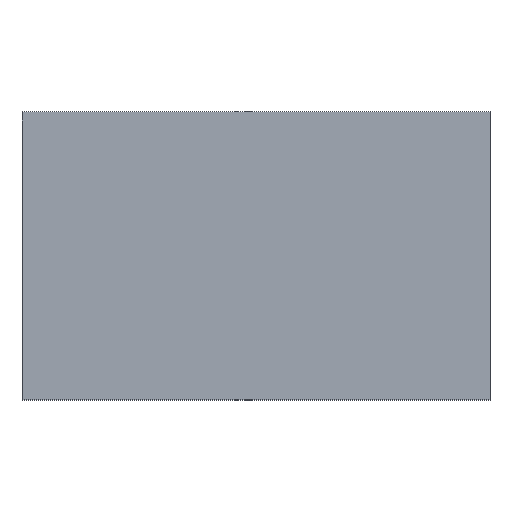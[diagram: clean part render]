
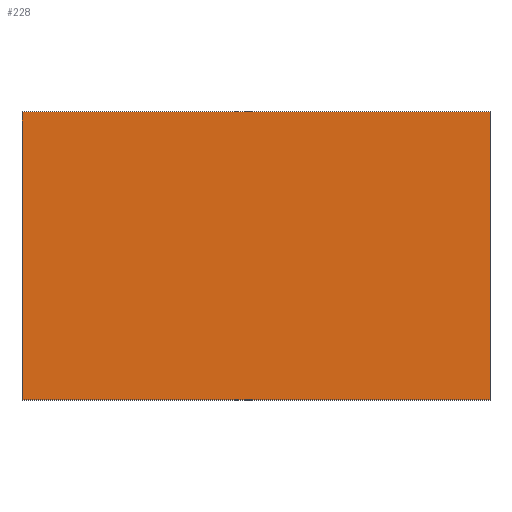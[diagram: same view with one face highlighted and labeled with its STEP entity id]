
A CAD part, top view. The second image highlights one B-rep face of the part: STEP entity #228.
In plain terms, the highlighted face is planar.
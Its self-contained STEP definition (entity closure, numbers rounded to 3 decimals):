
#101=DIRECTION('',(0.,0.,1.));
#102=VECTOR('',#101,8.);
#103=CARTESIAN_POINT('',(-6.5,0.73,-4.));
#104=LINE('',#103,#102);
#108=DIRECTION('',(-1.,0.,0.));
#109=VECTOR('',#108,13.);
#110=CARTESIAN_POINT('',(6.5,0.73,-4.));
#111=LINE('',#110,#109);
#115=DIRECTION('',(0.,0.,-1.));
#116=VECTOR('',#115,8.);
#117=CARTESIAN_POINT('',(6.5,0.73,4.));
#118=LINE('',#117,#116);
#122=DIRECTION('',(1.,0.,0.));
#123=VECTOR('',#122,13.);
#124=CARTESIAN_POINT('',(-6.5,0.73,4.));
#125=LINE('',#124,#123);
#137=CARTESIAN_POINT('',(-6.5,0.73,-4.));
#138=CARTESIAN_POINT('',(-6.5,0.73,4.));
#139=VERTEX_POINT('',#137);
#140=VERTEX_POINT('',#138);
#141=CARTESIAN_POINT('',(6.5,0.73,4.));
#142=VERTEX_POINT('',#141);
#143=CARTESIAN_POINT('',(6.5,0.73,-4.));
#144=VERTEX_POINT('',#143);
#217=CARTESIAN_POINT('',(0.,0.73,0.));
#218=DIRECTION('',(0.,1.,0.));
#219=DIRECTION('',(1.,0.,0.));
#220=AXIS2_PLACEMENT_3D('',#217,#218,#219);
#221=PLANE('',#220);
#222=ORIENTED_EDGE('',*,*,#169,.F.);
#223=ORIENTED_EDGE('',*,*,#184,.F.);
#224=ORIENTED_EDGE('',*,*,#198,.F.);
#225=ORIENTED_EDGE('',*,*,#211,.F.);
#226=EDGE_LOOP('',(#222,#223,#224,#225));
#227=FACE_OUTER_BOUND('',#226,.F.);
#228=ADVANCED_FACE('',(#227),#221,.T.);
#169=EDGE_CURVE('',#139,#140,#104,.T.);
#184=EDGE_CURVE('',#144,#139,#111,.T.);
#198=EDGE_CURVE('',#142,#144,#118,.T.);
#211=EDGE_CURVE('',#140,#142,#125,.T.);
